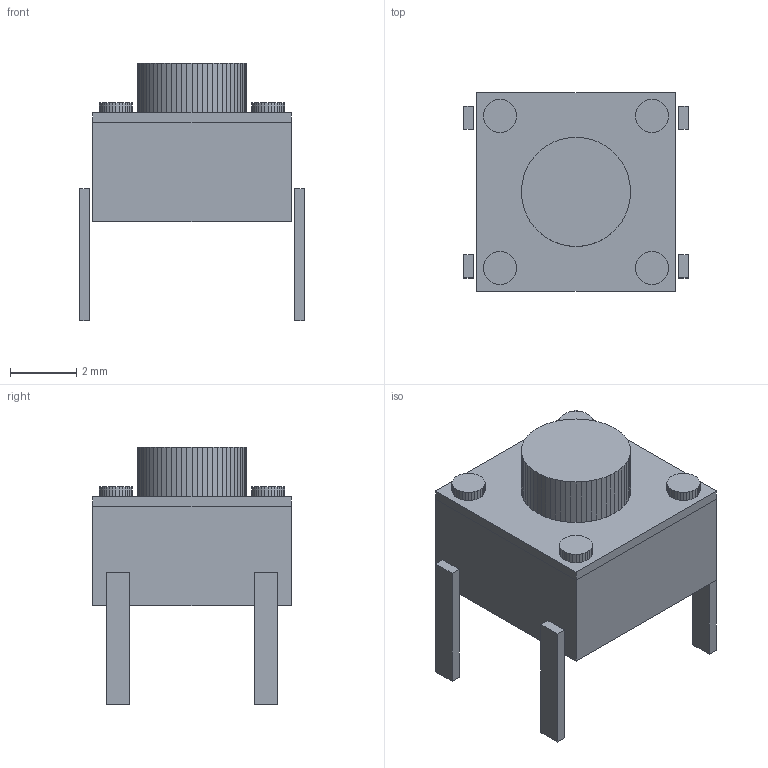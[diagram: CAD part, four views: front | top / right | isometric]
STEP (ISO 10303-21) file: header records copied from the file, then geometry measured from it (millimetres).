
FILE_DESCRIPTION(('FreeCAD Model'),'2;1');
FILE_NAME('tactile_switch.step', '2019-02-14T18:23:52',('Author'),(''), 'Open CASCADE STEP processor 7.3','FreeCAD','Unknown');
FILE_SCHEMA(('AUTOMOTIVE_DESIGN { 1 0 10303 214 1 1 1 1 }'));
Length unit declared in the file: millimetre
Products named in the file (1): Matrix_Union
Bounding box: 6.8 x 6 x 7.8 mm (x, y, z)
Volume: 135.9 mm3; surface area: 204.2 mm2
Topology: 5 solids, 5 shells, 231 faces, 644 edges, 428 vertices
Faces by surface type: plane 231
Entity records: 17112 total; most frequent: CARTESIAN_POINT 2720, DIRECTION 2268, LINE 1804, VECTOR 1804, ORIENTED_EDGE 1288, PCURVE 1288, DEFINITIONAL_REPRESENTATION 1288, EDGE_CURVE 644
